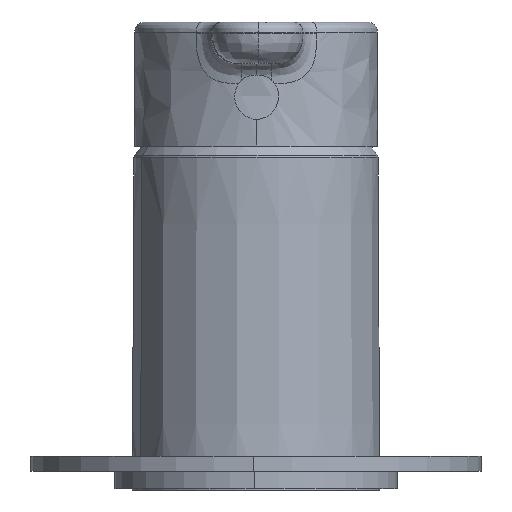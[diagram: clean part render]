
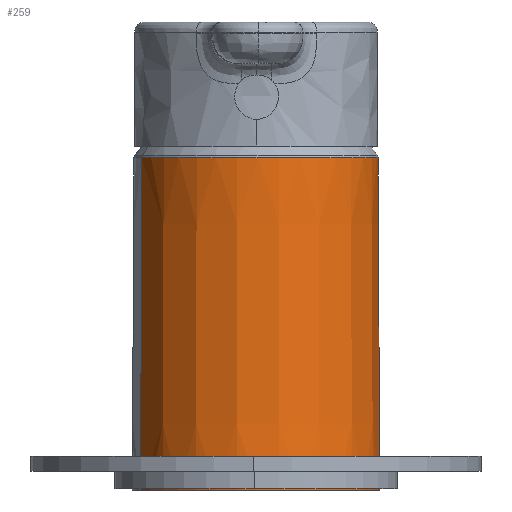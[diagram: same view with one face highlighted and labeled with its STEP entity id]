
A CAD part, front view. The second image highlights one B-rep face of the part: STEP entity #259.
In plain terms, the highlighted conical face has half-angle 0.25 degrees and reference radius 24.675 mm.
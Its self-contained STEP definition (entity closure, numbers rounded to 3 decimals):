
#74 = DIRECTION ( 'NONE',  ( -0.934, -0.357, 0. ) ) ;
#137 = CARTESIAN_POINT ( 'NONE',  ( 23.045, 8.821, 28.6 ) ) ;
#163 = AXIS2_PLACEMENT_3D ( 'NONE', #776, #2410, #1007 ) ;
#189 = CARTESIAN_POINT ( 'NONE',  ( 23.045, 8.82, 28.8 ) ) ;
#194 = EDGE_CURVE ( 'NONE', #2512, #798, #1824, .T. ) ;
#220 = CARTESIAN_POINT ( 'NONE',  ( 0., 0., 28.8 ) ) ;
#224 = EDGE_CURVE ( 'NONE', #943, #930, #2703, .T. ) ;
#254 = ORIENTED_EDGE ( 'NONE', *, *, #224, .T. ) ;
#259 = ADVANCED_FACE ( 'NONE', ( #1394 ), #2693, .T. ) ;
#329 = VECTOR ( 'NONE', #886, 1000. ) ;
#411 = CARTESIAN_POINT ( 'NONE',  ( -23.045, -8.82, 28.8 ) ) ;
#776 = CARTESIAN_POINT ( 'NONE',  ( 0., 0., 28.6 ) ) ;
#798 = VERTEX_POINT ( 'NONE', #137 ) ;
#837 = CIRCLE ( 'NONE', #163, 24.676 ) ;
#853 = CIRCLE ( 'NONE', #2232, 24.387 ) ;
#886 = DIRECTION ( 'NONE',  ( 0.004, 0.002, -1. ) ) ;
#930 = VERTEX_POINT ( 'NONE', #2345 ) ;
#943 = VERTEX_POINT ( 'NONE', #2070 ) ;
#947 = ORIENTED_EDGE ( 'NONE', *, *, #194, .F. ) ;
#1007 = DIRECTION ( 'NONE',  ( -0.934, -0.357, 0. ) ) ;
#1128 = VECTOR ( 'NONE', #2422, 1000. ) ;
#1299 = ORIENTED_EDGE ( 'NONE', *, *, #1544, .T. ) ;
#1304 = ORIENTED_EDGE ( 'NONE', *, *, #3011, .T. ) ;
#1394 = FACE_OUTER_BOUND ( 'NONE', #2143, .T. ) ;
#1458 = DIRECTION ( 'NONE',  ( 0., 0., -1. ) ) ;
#1524 = AXIS2_PLACEMENT_3D ( 'NONE', #220, #3022, #2547 ) ;
#1544 = EDGE_CURVE ( 'NONE', #930, #798, #837, .T. ) ;
#1824 = LINE ( 'NONE', #189, #329 ) ;
#2070 = CARTESIAN_POINT ( 'NONE',  ( -22.775, -8.717, 94.881 ) ) ;
#2143 = EDGE_LOOP ( 'NONE', ( #1304, #254, #1299, #947 ) ) ;
#2232 = AXIS2_PLACEMENT_3D ( 'NONE', #2869, #1458, #74 ) ;
#2345 = CARTESIAN_POINT ( 'NONE',  ( -23.045, -8.821, 28.6 ) ) ;
#2410 = DIRECTION ( 'NONE',  ( 0., 0., 1. ) ) ;
#2422 = DIRECTION ( 'NONE',  ( -0.004, -0.002, -1. ) ) ;
#2512 = VERTEX_POINT ( 'NONE', #2532 ) ;
#2532 = CARTESIAN_POINT ( 'NONE',  ( 22.775, 8.717, 94.881 ) ) ;
#2547 = DIRECTION ( 'NONE',  ( 0.934, 0.357, 0. ) ) ;
#2693 = CONICAL_SURFACE ( 'NONE', #1524, 24.675, 0.004 ) ;
#2703 = LINE ( 'NONE', #411, #1128 ) ;
#2869 = CARTESIAN_POINT ( 'NONE',  ( 0., 0., 94.881 ) ) ;
#3011 = EDGE_CURVE ( 'NONE', #2512, #943, #853, .T. ) ;
#3022 = DIRECTION ( 'NONE',  ( 0., 0., -1. ) ) ;
